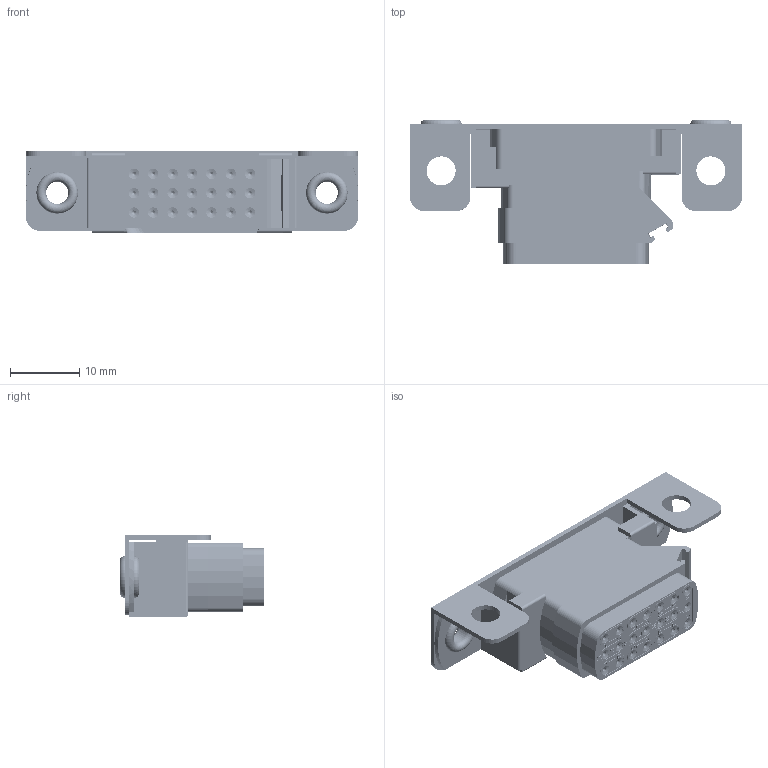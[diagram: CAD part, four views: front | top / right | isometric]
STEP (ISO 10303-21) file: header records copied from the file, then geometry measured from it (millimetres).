
FILE_DESCRIPTION((''),'2;1');
FILE_NAME('00111510102Y','2020-02-11T',('presta_be4'),(''),'CREO PARAMETRIC BY PTC INC, 2018360','CREO PARAMETRIC BY PTC INC, 2018360','');
FILE_SCHEMA(('CONFIG_CONTROL_DESIGN'));
Products named in the file (1): 00111510102Y
Bounding box: 48.01 x 20.91 x 11.76 mm (x, y, z)
Volume: 3998 mm3; surface area: 8976.9 mm2
Topology: 1 solids, 1 shells, 6907 faces, 19599 edges, 12863 vertices
Faces by surface type: plane 5308, cylinder 918, cone 546, sphere 84, torus 51
Entity records: 244379 total; most frequent: CARTESIAN_POINT 66771, ORIENTED_EDGE 39114, DIRECTION 35060, EDGE_CURVE 19557, VERTEX_POINT 12863, AXIS2_PLACEMENT_3D 12047, VECTOR 10966, LINE 10966
